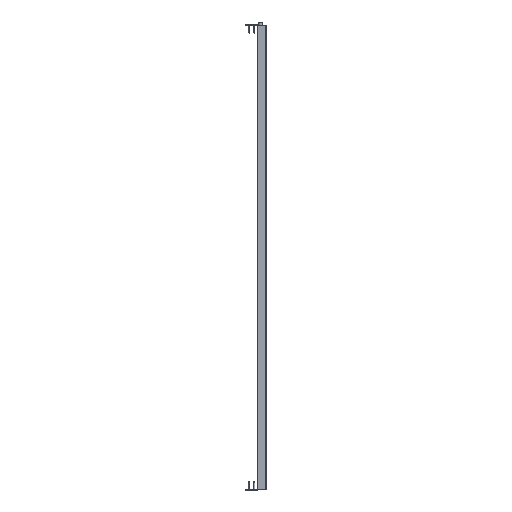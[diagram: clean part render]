
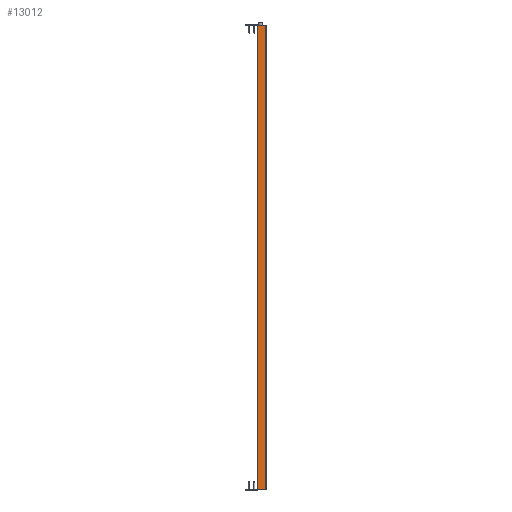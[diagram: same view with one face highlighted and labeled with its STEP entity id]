
A CAD part, left-side view. The second image highlights one B-rep face of the part: STEP entity #13012.
In plain terms, the highlighted planar face has unit normal (-1, 0, 0).
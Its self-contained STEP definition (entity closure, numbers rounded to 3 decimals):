
#705 = PLANE ( 'NONE',  #38116 ) ;
#2409 = LINE ( 'NONE', #42250, #3079 ) ;
#3079 = VECTOR ( 'NONE', #16649, 1000. ) ;
#3184 = DIRECTION ( 'NONE',  ( 0., -1., 0. ) ) ;
#3712 = EDGE_CURVE ( 'NONE', #32028, #4395, #8186, .T. ) ;
#3906 = ORIENTED_EDGE ( 'NONE', *, *, #6505, .F. ) ;
#4395 = VERTEX_POINT ( 'NONE', #35609 ) ;
#4431 = CARTESIAN_POINT ( 'NONE',  ( -10., -19., 0. ) ) ;
#6415 = VECTOR ( 'NONE', #33915, 1000. ) ;
#6505 = EDGE_CURVE ( 'NONE', #22916, #8456, #8303, .T. ) ;
#7846 = ORIENTED_EDGE ( 'NONE', *, *, #45832, .F. ) ;
#8186 = LINE ( 'NONE', #40578, #34940 ) ;
#8303 = LINE ( 'NONE', #19033, #6415 ) ;
#8456 = VERTEX_POINT ( 'NONE', #4431 ) ;
#8727 = ORIENTED_EDGE ( 'NONE', *, *, #14367, .T. ) ;
#8856 = DIRECTION ( 'NONE',  ( 1., 0., 0. ) ) ;
#11194 = FACE_OUTER_BOUND ( 'NONE', #19214, .T. ) ;
#13012 = ADVANCED_FACE ( 'NONE', ( #11194 ), #705, .F. ) ;
#13692 = LINE ( 'NONE', #20920, #26240 ) ;
#14367 = EDGE_CURVE ( 'NONE', #4395, #8456, #13692, .T. ) ;
#15284 = CARTESIAN_POINT ( 'NONE',  ( -10., -19., 1083. ) ) ;
#16649 = DIRECTION ( 'NONE',  ( 0., -1., 0. ) ) ;
#19033 = CARTESIAN_POINT ( 'NONE',  ( -10., -19., 1083. ) ) ;
#19214 = EDGE_LOOP ( 'NONE', ( #7846, #41448, #8727, #3906 ) ) ;
#20920 = CARTESIAN_POINT ( 'NONE',  ( -10., 1., 0. ) ) ;
#22916 = VERTEX_POINT ( 'NONE', #15284 ) ;
#25866 = CARTESIAN_POINT ( 'NONE',  ( -10., 1., 1083. ) ) ;
#26240 = VECTOR ( 'NONE', #3184, 1000. ) ;
#29169 = DIRECTION ( 'NONE',  ( 0., 0., -1. ) ) ;
#32028 = VERTEX_POINT ( 'NONE', #36443 ) ;
#33915 = DIRECTION ( 'NONE',  ( 0., 0., -1. ) ) ;
#34940 = VECTOR ( 'NONE', #29169, 1000. ) ;
#35609 = CARTESIAN_POINT ( 'NONE',  ( -10., 0., 0. ) ) ;
#36443 = CARTESIAN_POINT ( 'NONE',  ( -10., 0., 1083. ) ) ;
#38116 = AXIS2_PLACEMENT_3D ( 'NONE', #25866, #8856, #40548 ) ;
#40548 = DIRECTION ( 'NONE',  ( 0., 1., 0. ) ) ;
#40578 = CARTESIAN_POINT ( 'NONE',  ( -10., 0., 1083. ) ) ;
#41448 = ORIENTED_EDGE ( 'NONE', *, *, #3712, .T. ) ;
#42250 = CARTESIAN_POINT ( 'NONE',  ( -10., 1., 1083. ) ) ;
#45832 = EDGE_CURVE ( 'NONE', #32028, #22916, #2409, .T. ) ;
